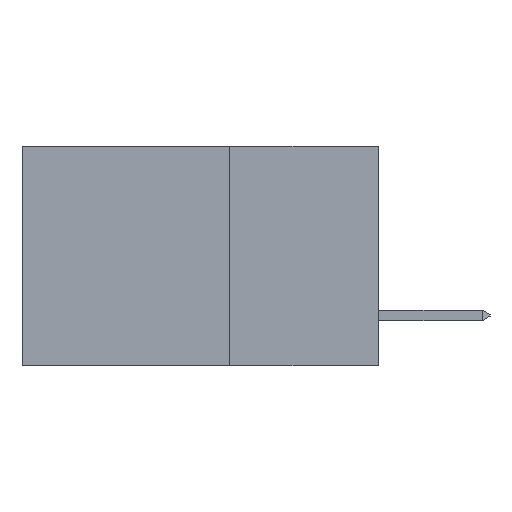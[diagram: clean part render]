
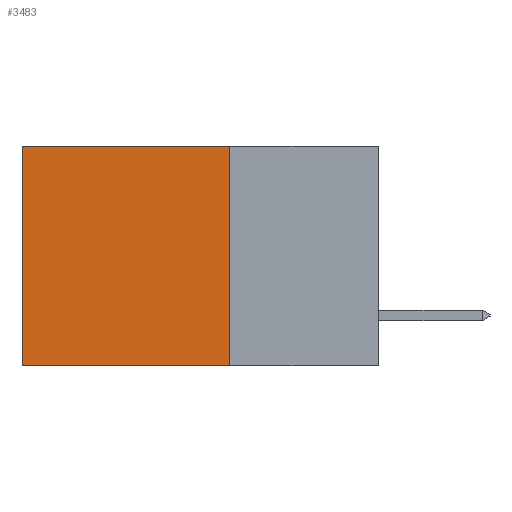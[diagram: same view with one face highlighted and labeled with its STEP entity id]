
A CAD part, left-side view. The second image highlights one B-rep face of the part: STEP entity #3483.
In plain terms, the highlighted planar face has unit normal (-1, 0, 0).
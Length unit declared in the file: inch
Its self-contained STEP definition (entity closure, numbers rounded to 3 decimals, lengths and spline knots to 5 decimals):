
#83 = EDGE_CURVE ( 'NONE', #6657, #2010, #6764, .T. ) ;
#209 = CARTESIAN_POINT ( 'NONE',  ( 0.2615, 0.6, 0. ) ) ;
#324 = VECTOR ( 'NONE', #5976, 39.37008 ) ;
#1064 = EDGE_CURVE ( 'NONE', #2010, #5642, #2779, .T. ) ;
#1072 = ORIENTED_EDGE ( 'NONE', *, *, #83, .T. ) ;
#1076 = FACE_OUTER_BOUND ( 'NONE', #4356, .T. ) ;
#1111 = EDGE_CURVE ( 'NONE', #6954, #5642, #4072, .T. ) ;
#1721 = CARTESIAN_POINT ( 'NONE',  ( 0.2615, 0.25, 0. ) ) ;
#1784 = ORIENTED_EDGE ( 'NONE', *, *, #1111, .F. ) ;
#1841 = CARTESIAN_POINT ( 'NONE',  ( 0.2615, 0.6, -0.37 ) ) ;
#2010 = VERTEX_POINT ( 'NONE', #209 ) ;
#2033 = ORIENTED_EDGE ( 'NONE', *, *, #7151, .F. ) ;
#2331 = LINE ( 'NONE', #8008, #6308 ) ;
#2363 = ORIENTED_EDGE ( 'NONE', *, *, #1064, .T. ) ;
#2779 = LINE ( 'NONE', #1841, #6296 ) ;
#2795 = DIRECTION ( 'NONE',  ( 0., 0., -1. ) ) ;
#3483 = ADVANCED_FACE ( 'NONE', ( #1076 ), #4844, .F. ) ;
#4072 = LINE ( 'NONE', #4246, #324 ) ;
#4139 = CARTESIAN_POINT ( 'NONE',  ( 0.2615, 0.6, -0.37 ) ) ;
#4246 = CARTESIAN_POINT ( 'NONE',  ( 0.2615, 0.25, -0.37 ) ) ;
#4356 = EDGE_LOOP ( 'NONE', ( #2363, #1784, #2033, #1072 ) ) ;
#4558 = VECTOR ( 'NONE', #8457, 39.37008 ) ;
#4579 = DIRECTION ( 'NONE',  ( 0., 0., -1. ) ) ;
#4594 = DIRECTION ( 'NONE',  ( 1., 0., 0. ) ) ;
#4611 = CARTESIAN_POINT ( 'NONE',  ( 0.2615, 0.25, -0.37 ) ) ;
#4844 = PLANE ( 'NONE',  #5705 ) ;
#5642 = VERTEX_POINT ( 'NONE', #4139 ) ;
#5705 = AXIS2_PLACEMENT_3D ( 'NONE', #4611, #4594, #4579 ) ;
#5976 = DIRECTION ( 'NONE',  ( 0., 1., 0. ) ) ;
#6278 = CARTESIAN_POINT ( 'NONE',  ( 0.2615, 0.25, 0. ) ) ;
#6296 = VECTOR ( 'NONE', #7789, 39.37008 ) ;
#6308 = VECTOR ( 'NONE', #2795, 39.37008 ) ;
#6657 = VERTEX_POINT ( 'NONE', #1721 ) ;
#6764 = LINE ( 'NONE', #6278, #4558 ) ;
#6954 = VERTEX_POINT ( 'NONE', #8486 ) ;
#7151 = EDGE_CURVE ( 'NONE', #6657, #6954, #2331, .T. ) ;
#7789 = DIRECTION ( 'NONE',  ( 0., 0., -1. ) ) ;
#8008 = CARTESIAN_POINT ( 'NONE',  ( 0.2615, 0.25, -0.37 ) ) ;
#8457 = DIRECTION ( 'NONE',  ( 0., 1., 0. ) ) ;
#8486 = CARTESIAN_POINT ( 'NONE',  ( 0.2615, 0.25, -0.37 ) ) ;
